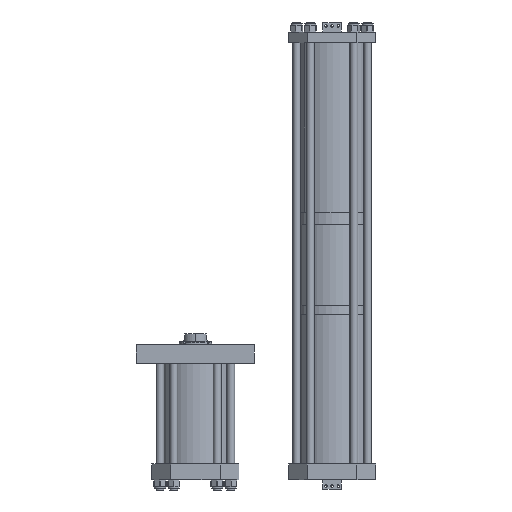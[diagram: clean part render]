
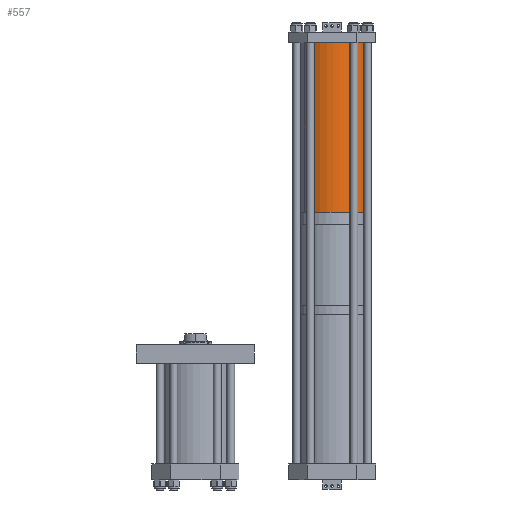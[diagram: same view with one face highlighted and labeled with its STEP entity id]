
A CAD part, front view. The second image highlights one B-rep face of the part: STEP entity #557.
In plain terms, the highlighted cylindrical face has radius 152.4 mm (diameter 304.8 mm), a partial arc.
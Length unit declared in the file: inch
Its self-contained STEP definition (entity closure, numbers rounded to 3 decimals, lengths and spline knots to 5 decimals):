
#374 = DIRECTION ( 'NONE',  ( 0., 0., -1. ) ) ;
#557 = ADVANCED_FACE ( 'NONE', ( #7547 ), #11981, .T. ) ;
#558 = VERTEX_POINT ( 'NONE', #817 ) ;
#817 = CARTESIAN_POINT ( 'NONE',  ( -6., 0., 27.222 ) ) ;
#889 = CARTESIAN_POINT ( 'NONE',  ( 6., 0., 27.222 ) ) ;
#918 = CARTESIAN_POINT ( 'NONE',  ( -6., 0., 27.222 ) ) ;
#1954 = VECTOR ( 'NONE', #374, 39.37008 ) ;
#1969 = AXIS2_PLACEMENT_3D ( 'NONE', #17826, #19332, #4410 ) ;
#2119 = VERTEX_POINT ( 'NONE', #889 ) ;
#2675 = DIRECTION ( 'NONE',  ( 0., 0., -1. ) ) ;
#3250 = CARTESIAN_POINT ( 'NONE',  ( 6., 0., 0. ) ) ;
#3437 = AXIS2_PLACEMENT_3D ( 'NONE', #11407, #11287, #12946 ) ;
#4410 = DIRECTION ( 'NONE',  ( 1., 0., 0. ) ) ;
#4989 = CIRCLE ( 'NONE', #13972, 6. ) ;
#4998 = ORIENTED_EDGE ( 'NONE', *, *, #13193, .T. ) ;
#6237 = VECTOR ( 'NONE', #2675, 39.37008 ) ;
#6437 = DIRECTION ( 'NONE',  ( 1., 0., 0. ) ) ;
#7535 = EDGE_CURVE ( 'NONE', #558, #2119, #17733, .T. ) ;
#7547 = FACE_OUTER_BOUND ( 'NONE', #12300, .T. ) ;
#9768 = EDGE_CURVE ( 'NONE', #558, #19013, #11833, .T. ) ;
#11041 = LINE ( 'NONE', #17020, #1954 ) ;
#11287 = DIRECTION ( 'NONE',  ( 0., 0., -1. ) ) ;
#11407 = CARTESIAN_POINT ( 'NONE',  ( 0., 0., 27.222 ) ) ;
#11833 = LINE ( 'NONE', #918, #6237 ) ;
#11981 = CYLINDRICAL_SURFACE ( 'NONE', #3437, 6. ) ;
#12300 = EDGE_LOOP ( 'NONE', ( #13827, #17534, #18473, #4998 ) ) ;
#12946 = DIRECTION ( 'NONE',  ( -1., 0., 0. ) ) ;
#13193 = EDGE_CURVE ( 'NONE', #19013, #18481, #4989, .T. ) ;
#13655 = EDGE_CURVE ( 'NONE', #2119, #18481, #11041, .T. ) ;
#13827 = ORIENTED_EDGE ( 'NONE', *, *, #13655, .F. ) ;
#13972 = AXIS2_PLACEMENT_3D ( 'NONE', #16962, #15379, #6437 ) ;
#15379 = DIRECTION ( 'NONE',  ( 0., 0., 1. ) ) ;
#16962 = CARTESIAN_POINT ( 'NONE',  ( 0., 0., 0. ) ) ;
#17020 = CARTESIAN_POINT ( 'NONE',  ( 6., 0., 27.222 ) ) ;
#17534 = ORIENTED_EDGE ( 'NONE', *, *, #7535, .F. ) ;
#17733 = CIRCLE ( 'NONE', #1969, 6. ) ;
#17826 = CARTESIAN_POINT ( 'NONE',  ( 0., 0., 27.222 ) ) ;
#18473 = ORIENTED_EDGE ( 'NONE', *, *, #9768, .T. ) ;
#18481 = VERTEX_POINT ( 'NONE', #3250 ) ;
#19013 = VERTEX_POINT ( 'NONE', #19195 ) ;
#19195 = CARTESIAN_POINT ( 'NONE',  ( -6., 0., 0. ) ) ;
#19332 = DIRECTION ( 'NONE',  ( 0., 0., 1. ) ) ;
